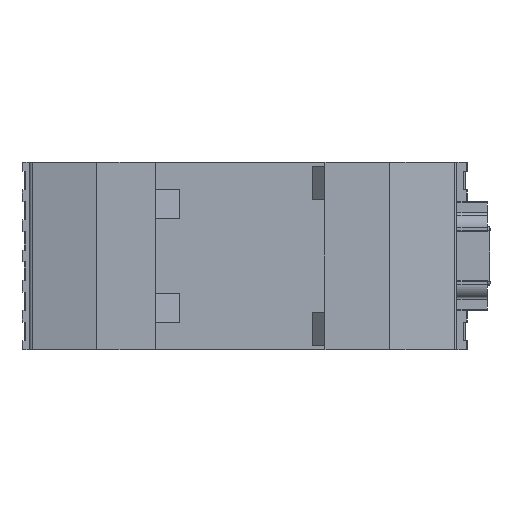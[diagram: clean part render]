
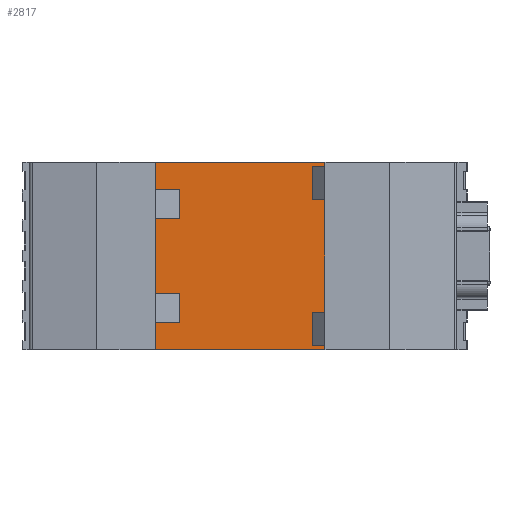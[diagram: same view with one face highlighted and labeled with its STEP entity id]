
A CAD part, left-side view. The second image highlights one B-rep face of the part: STEP entity #2817.
In plain terms, the highlighted planar face has unit normal (-1, 0, 0).
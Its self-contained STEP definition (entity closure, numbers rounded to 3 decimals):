
#1320 = EDGE_CURVE ( 'NONE', #62195, #62134, #22169, .T. ) ;
#1541 = EDGE_CURVE ( 'NONE', #62192, #62054, #23259, .T. ) ;
#2085 = EDGE_CURVE ( 'NONE', #62047, #62143, #23590, .T. ) ;
#2091 = EDGE_CURVE ( 'NONE', #62143, #62134, #23609, .T. ) ;
#2539 = EDGE_CURVE ( 'NONE', #62054, #62193, #23884, .T. ) ;
#2817 = ADVANCED_FACE ( 'NONE', ( #60798 ), #24439, .F. ) ;
#3042 = EDGE_CURVE ( 'NONE', #62192, #62047, #29157, .T. ) ;
#3312 = EDGE_CURVE ( 'NONE', #62106, #62193, #29754, .T. ) ;
#3319 = EDGE_CURVE ( 'NONE', #62137, #62156, #29760, .T. ) ;
#3322 = EDGE_CURVE ( 'NONE', #62156, #62106, #29764, .T. ) ;
#3328 = EDGE_CURVE ( 'NONE', #62137, #13031, #29763, .T. ) ;
#3345 = EDGE_CURVE ( 'NONE', #62195, #12536, #29810, .T. ) ;
#4732 = VECTOR ( 'NONE', #36893, 1000. ) ;
#12536 = VERTEX_POINT ( 'NONE', #34045 ) ;
#13031 = VERTEX_POINT ( 'NONE', #34422 ) ;
#13635 = EDGE_CURVE ( 'NONE', #13031, #12536, #36891, .T. ) ;
#22169 = LINE ( 'NONE', #22171, #53520 ) ;
#22171 = CARTESIAN_POINT ( 'NONE',  ( -41.89, -23.847, -4.07 ) ) ;
#22172 = DIRECTION ( 'NONE',  ( 0., 1., 0. ) ) ;
#23259 = LINE ( 'NONE', #23260, #71567 ) ;
#23260 = CARTESIAN_POINT ( 'NONE',  ( -41.89, -23.847, 30.73 ) ) ;
#23261 = DIRECTION ( 'NONE',  ( 0., 1., 0. ) ) ;
#23590 = LINE ( 'NONE', #23594, #38274 ) ;
#23594 = CARTESIAN_POINT ( 'NONE',  ( -41.89, -23.847, 3.93 ) ) ;
#23595 = DIRECTION ( 'NONE',  ( 0., 1., 0. ) ) ;
#23609 = LINE ( 'NONE', #23610, #38281 ) ;
#23610 = CARTESIAN_POINT ( 'NONE',  ( -41.89, -21.847, 3.93 ) ) ;
#23611 = DIRECTION ( 'NONE',  ( 0., 0., -1. ) ) ;
#23884 = LINE ( 'NONE', #23885, #33974 ) ;
#23885 = CARTESIAN_POINT ( 'NONE',  ( -41.89, -21.847, 30.73 ) ) ;
#23886 = DIRECTION ( 'NONE',  ( 0., 0., 1. ) ) ;
#24439 = PLANE ( 'NONE',  #60819 ) ;
#24440 = CARTESIAN_POINT ( 'NONE',  ( -41.89, -23.847, 39.73 ) ) ;
#24441 = DIRECTION ( 'NONE',  ( 1., 0., 0. ) ) ;
#24442 = DIRECTION ( 'NONE',  ( 0., 0., -1. ) ) ;
#25567 = CARTESIAN_POINT ( 'NONE',  ( -41.89, -23.847, 3.93 ) ) ;
#25574 = CARTESIAN_POINT ( 'NONE',  ( -41.89, -21.847, 30.73 ) ) ;
#25626 = CARTESIAN_POINT ( 'NONE',  ( -41.89, -23.847, 38.73 ) ) ;
#25654 = CARTESIAN_POINT ( 'NONE',  ( -41.89, -21.847, -4.07 ) ) ;
#25657 = CARTESIAN_POINT ( 'NONE',  ( -41.89, 16.653, 39.73 ) ) ;
#25663 = CARTESIAN_POINT ( 'NONE',  ( -41.89, -21.847, 3.93 ) ) ;
#25676 = CARTESIAN_POINT ( 'NONE',  ( -41.89, -23.847, 39.73 ) ) ;
#25712 = CARTESIAN_POINT ( 'NONE',  ( -41.89, -23.847, 30.73 ) ) ;
#25713 = CARTESIAN_POINT ( 'NONE',  ( -41.89, -21.847, 38.73 ) ) ;
#25715 = CARTESIAN_POINT ( 'NONE',  ( -41.89, -23.847, -4.07 ) ) ;
#29157 = LINE ( 'NONE', #29158, #65081 ) ;
#29158 = CARTESIAN_POINT ( 'NONE',  ( -41.89, -23.847, 39.73 ) ) ;
#29159 = DIRECTION ( 'NONE',  ( 0., 0., -1. ) ) ;
#29754 = LINE ( 'NONE', #29755, #71428 ) ;
#29755 = CARTESIAN_POINT ( 'NONE',  ( -41.89, -23.847, 38.73 ) ) ;
#29756 = DIRECTION ( 'NONE',  ( 0., 1., 0. ) ) ;
#29760 = LINE ( 'NONE', #29761, #71430 ) ;
#29761 = CARTESIAN_POINT ( 'NONE',  ( -41.89, -23.847, 39.73 ) ) ;
#29762 = DIRECTION ( 'NONE',  ( 0., -1., 0. ) ) ;
#29763 = LINE ( 'NONE', #29767, #71434 ) ;
#29764 = LINE ( 'NONE', #29765, #71431 ) ;
#29765 = CARTESIAN_POINT ( 'NONE',  ( -41.89, -23.847, 39.73 ) ) ;
#29766 = DIRECTION ( 'NONE',  ( 0., 0., -1. ) ) ;
#29767 = CARTESIAN_POINT ( 'NONE',  ( -41.89, 16.653, 39.73 ) ) ;
#29768 = DIRECTION ( 'NONE',  ( 0., 0., -1. ) ) ;
#29810 = LINE ( 'NONE', #29811, #71446 ) ;
#29811 = CARTESIAN_POINT ( 'NONE',  ( -41.89, -23.847, 39.73 ) ) ;
#29812 = DIRECTION ( 'NONE',  ( 0., 0., -1. ) ) ;
#33974 = VECTOR ( 'NONE', #23886, 1000. ) ;
#34045 = CARTESIAN_POINT ( 'NONE',  ( -41.89, -23.847, -5.07 ) ) ;
#34422 = CARTESIAN_POINT ( 'NONE',  ( -41.89, 16.653, -5.07 ) ) ;
#36891 = LINE ( 'NONE', #36892, #4732 ) ;
#36892 = CARTESIAN_POINT ( 'NONE',  ( -41.89, -23.847, -5.07 ) ) ;
#36893 = DIRECTION ( 'NONE',  ( 0., -1., 0. ) ) ;
#38274 = VECTOR ( 'NONE', #23595, 1000. ) ;
#38281 = VECTOR ( 'NONE', #23611, 1000. ) ;
#48213 = ORIENTED_EDGE ( 'NONE', *, *, #3312, .F. ) ;
#48214 = ORIENTED_EDGE ( 'NONE', *, *, #1541, .T. ) ;
#53520 = VECTOR ( 'NONE', #22172, 1000. ) ;
#60798 = FACE_OUTER_BOUND ( 'NONE', #70694, .T. ) ;
#60819 = AXIS2_PLACEMENT_3D ( 'NONE', #24440, #24441, #24442 ) ;
#62047 = VERTEX_POINT ( 'NONE', #25567 ) ;
#62054 = VERTEX_POINT ( 'NONE', #25574 ) ;
#62106 = VERTEX_POINT ( 'NONE', #25626 ) ;
#62134 = VERTEX_POINT ( 'NONE', #25654 ) ;
#62137 = VERTEX_POINT ( 'NONE', #25657 ) ;
#62143 = VERTEX_POINT ( 'NONE', #25663 ) ;
#62156 = VERTEX_POINT ( 'NONE', #25676 ) ;
#62192 = VERTEX_POINT ( 'NONE', #25712 ) ;
#62193 = VERTEX_POINT ( 'NONE', #25713 ) ;
#62195 = VERTEX_POINT ( 'NONE', #25715 ) ;
#65081 = VECTOR ( 'NONE', #29159, 1000. ) ;
#70672 = ORIENTED_EDGE ( 'NONE', *, *, #3328, .T. ) ;
#70686 = ORIENTED_EDGE ( 'NONE', *, *, #2091, .F. ) ;
#70694 = EDGE_LOOP ( 'NONE', ( #48214, #70761, #48213, #70765, #70776, #70672, #70705, #70717, #70712, #70686, #70757, #70744 ) ) ;
#70705 = ORIENTED_EDGE ( 'NONE', *, *, #13635, .T. ) ;
#70712 = ORIENTED_EDGE ( 'NONE', *, *, #1320, .T. ) ;
#70717 = ORIENTED_EDGE ( 'NONE', *, *, #3345, .F. ) ;
#70744 = ORIENTED_EDGE ( 'NONE', *, *, #3042, .F. ) ;
#70757 = ORIENTED_EDGE ( 'NONE', *, *, #2085, .F. ) ;
#70761 = ORIENTED_EDGE ( 'NONE', *, *, #2539, .T. ) ;
#70765 = ORIENTED_EDGE ( 'NONE', *, *, #3322, .F. ) ;
#70776 = ORIENTED_EDGE ( 'NONE', *, *, #3319, .F. ) ;
#71428 = VECTOR ( 'NONE', #29756, 1000. ) ;
#71430 = VECTOR ( 'NONE', #29762, 1000. ) ;
#71431 = VECTOR ( 'NONE', #29766, 1000. ) ;
#71434 = VECTOR ( 'NONE', #29768, 1000. ) ;
#71446 = VECTOR ( 'NONE', #29812, 1000. ) ;
#71567 = VECTOR ( 'NONE', #23261, 1000. ) ;
